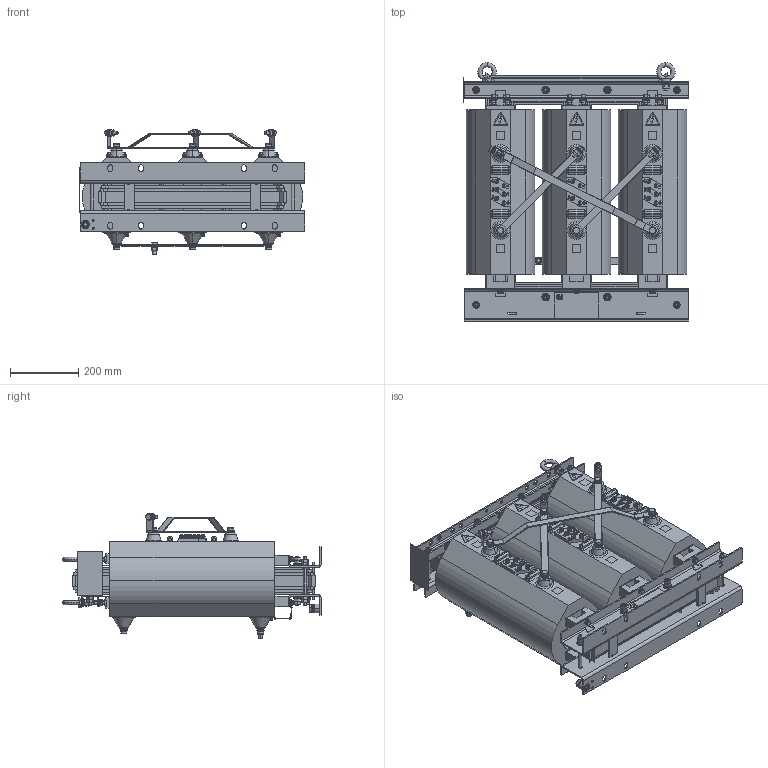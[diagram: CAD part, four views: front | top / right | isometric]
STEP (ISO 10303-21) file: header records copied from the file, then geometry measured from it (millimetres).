
FILE_DESCRIPTION (( 'STEP AP214' ), '1' );
FILE_NAME ('ﾒﾋﾑ-25 ﾄ.Y SIL.STEP', '2022-11-08T08:02:28', ( '' ), ( '' ), 'SwSTEP 2.0', 'SolidWorks 2010', '' );
FILE_SCHEMA (( 'AUTOMOTIVE_DESIGN' ));
Length unit declared in the file: millimetre
Products named in the file (1): ﾒﾋﾑ-25 ﾄ.Y SIL
Bounding box: 658.84 x 755.53 x 365 mm (x, y, z)
Surface area: 4973560.9 mm2 (no closed solid volume)
Topology: 0 solids, 427 shells, 2683 faces, 8717 edges, 6318 vertices
Faces by surface type: plane 1446, cylinder 724, cone 318, torus 104, sphere 66, bspline 25
Entity records: 133368 total; most frequent: CARTESIAN_POINT 28064, DIRECTION 16291, ORIENTED_EDGE 13362, EDGE_CURVE 8693, VERTEX_POINT 6318, AXIS2_PLACEMENT_3D 6025, LINE 4241, VECTOR 4241
